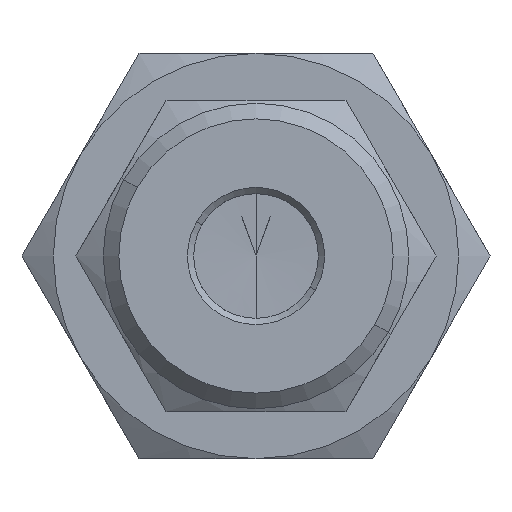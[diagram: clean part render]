
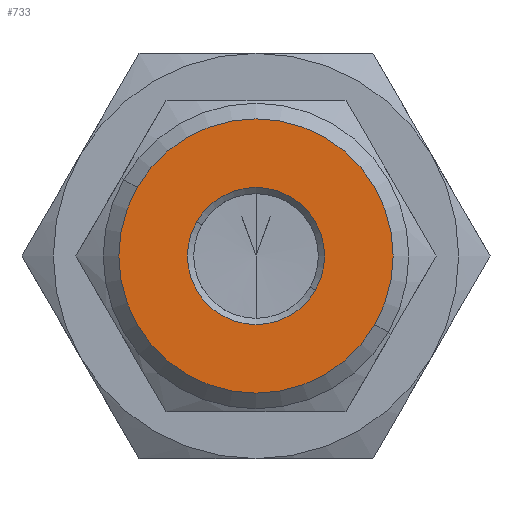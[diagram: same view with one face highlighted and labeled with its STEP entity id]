
A CAD part, front view. The second image highlights one B-rep face of the part: STEP entity #733.
In plain terms, the highlighted planar face has unit normal (0, -1, 0).
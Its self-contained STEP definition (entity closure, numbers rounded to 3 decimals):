
#179 = FACE_OUTER_BOUND ( 'NONE', #1230, .T. ) ;
#181 = FACE_BOUND ( 'NONE', #1232, .T. ) ;
#205 = CIRCLE ( 'NONE', #3331, 4.4 ) ;
#228 = CIRCLE ( 'NONE', #3338, 2.2 ) ;
#733 = ADVANCED_FACE ( 'NONE', ( #179, #181 ), #2427, .T. ) ;
#1230 = EDGE_LOOP ( 'NONE', ( #1972, #1973 ) ) ;
#1232 = EDGE_LOOP ( 'NONE', ( #1974, #1975 ) ) ;
#1364 = CIRCLE ( 'NONE', #3362, 4.4 ) ;
#1365 = CIRCLE ( 'NONE', #3363, 2.2 ) ;
#1553 = CARTESIAN_POINT ( 'NONE',  ( 3.811, -6.25, -2.2 ) ) ;
#1554 = CARTESIAN_POINT ( 'NONE',  ( -3.811, -6.25, 2.2 ) ) ;
#1566 = CARTESIAN_POINT ( 'NONE',  ( -1.905, -6.25, 1.1 ) ) ;
#1567 = CARTESIAN_POINT ( 'NONE',  ( 1.905, -6.25, -1.1 ) ) ;
#1656 = CARTESIAN_POINT ( 'NONE',  ( 0., -6.25, 0. ) ) ;
#1657 = DIRECTION ( 'NONE',  ( 0., -1., 0. ) ) ;
#1658 = DIRECTION ( 'NONE',  ( 0.866, 0., -0.5 ) ) ;
#1692 = CARTESIAN_POINT ( 'NONE',  ( 0., -6.25, 0. ) ) ;
#1693 = DIRECTION ( 'NONE',  ( 0., 1., 0. ) ) ;
#1694 = DIRECTION ( 'NONE',  ( -0.866, 0., 0.5 ) ) ;
#1877 = VERTEX_POINT ( 'NONE', #1553 ) ;
#1878 = VERTEX_POINT ( 'NONE', #1554 ) ;
#1890 = VERTEX_POINT ( 'NONE', #1566 ) ;
#1891 = VERTEX_POINT ( 'NONE', #1567 ) ;
#1972 = ORIENTED_EDGE ( 'NONE', *, *, #2650, .T. ) ;
#1973 = ORIENTED_EDGE ( 'NONE', *, *, #2565, .T. ) ;
#1974 = ORIENTED_EDGE ( 'NONE', *, *, #2579, .T. ) ;
#1975 = ORIENTED_EDGE ( 'NONE', *, *, #2651, .T. ) ;
#2343 = CARTESIAN_POINT ( 'NONE',  ( 0., -6.25, 0. ) ) ;
#2344 = DIRECTION ( 'NONE',  ( 0., -1., 0. ) ) ;
#2345 = DIRECTION ( 'NONE',  ( 0.866, 0., -0.5 ) ) ;
#2348 = CARTESIAN_POINT ( 'NONE',  ( 0., -6.25, 0. ) ) ;
#2349 = DIRECTION ( 'NONE',  ( 0., 1., 0. ) ) ;
#2350 = DIRECTION ( 'NONE',  ( -0.866, 0., 0.5 ) ) ;
#2426 = DIRECTION ( 'NONE',  ( 0.866, 0., -0.5 ) ) ;
#2427 = PLANE ( 'NONE',  #3314 ) ;
#2443 = CARTESIAN_POINT ( 'NONE',  ( 2.45, -6.25, 4.244 ) ) ;
#2451 = DIRECTION ( 'NONE',  ( 0., -1., 0. ) ) ;
#2565 = EDGE_CURVE ( 'NONE', #1877, #1878, #205, .T. ) ;
#2579 = EDGE_CURVE ( 'NONE', #1891, #1890, #228, .T. ) ;
#2650 = EDGE_CURVE ( 'NONE', #1878, #1877, #1364, .T. ) ;
#2651 = EDGE_CURVE ( 'NONE', #1890, #1891, #1365, .T. ) ;
#3314 = AXIS2_PLACEMENT_3D ( 'NONE', #2443, #2451, #2426 ) ;
#3331 = AXIS2_PLACEMENT_3D ( 'NONE', #1656, #1657, #1658 ) ;
#3338 = AXIS2_PLACEMENT_3D ( 'NONE', #1692, #1693, #1694 ) ;
#3362 = AXIS2_PLACEMENT_3D ( 'NONE', #2343, #2344, #2345 ) ;
#3363 = AXIS2_PLACEMENT_3D ( 'NONE', #2348, #2349, #2350 ) ;
